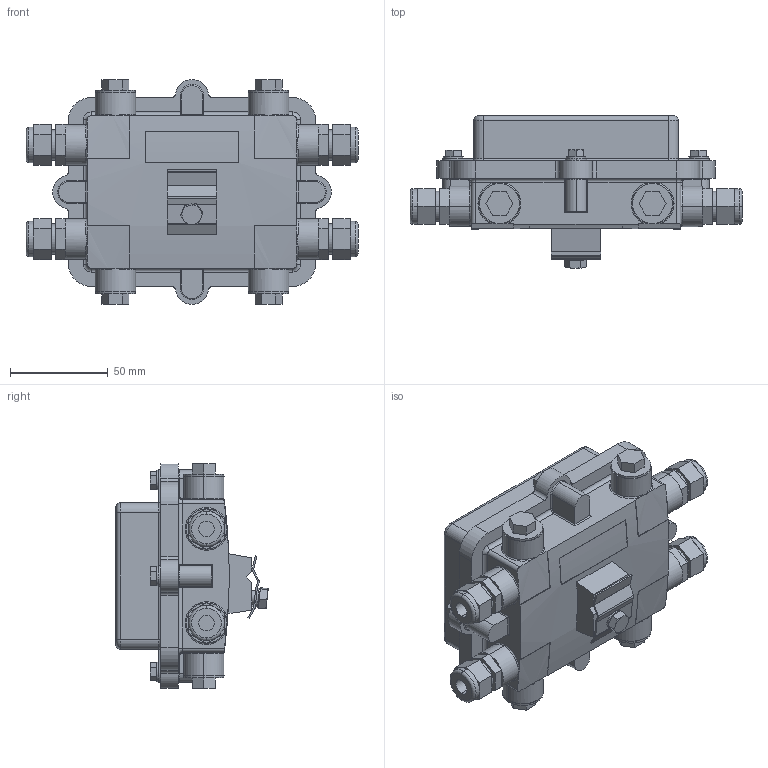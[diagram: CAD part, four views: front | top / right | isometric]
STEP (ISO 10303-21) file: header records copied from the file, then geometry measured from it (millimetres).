
FILE_DESCRIPTION (( 'STEP AP203' ), '1' );
FILE_NAME ('A2A.STEP', '2017-03-27T09:33:25', ( '微软用户' ), ( '微软中国' ), 'SwSTEP 2.0', 'SolidWorks 2015', '' );
FILE_SCHEMA (( 'CONFIG_CONTROL_DESIGN' ));
Length unit declared in the file: millimetre
Products named in the file (1): A2A
Bounding box: 170 x 77.98 x 115.2 mm (x, y, z)
Volume: 575665.4 mm3; surface area: 77392.1 mm2
Topology: 13 solids, 13 shells, 697 faces, 1672 edges, 1037 vertices
Faces by surface type: plane 358, cylinder 232, torus 59, cone 44, bspline 4
Entity records: 20805 total; most frequent: CARTESIAN_POINT 4243, DIRECTION 3610, ORIENTED_EDGE 3344, EDGE_CURVE 1672, AXIS2_PLACEMENT_3D 1360, VERTEX_POINT 1037, LINE 890, VECTOR 890
